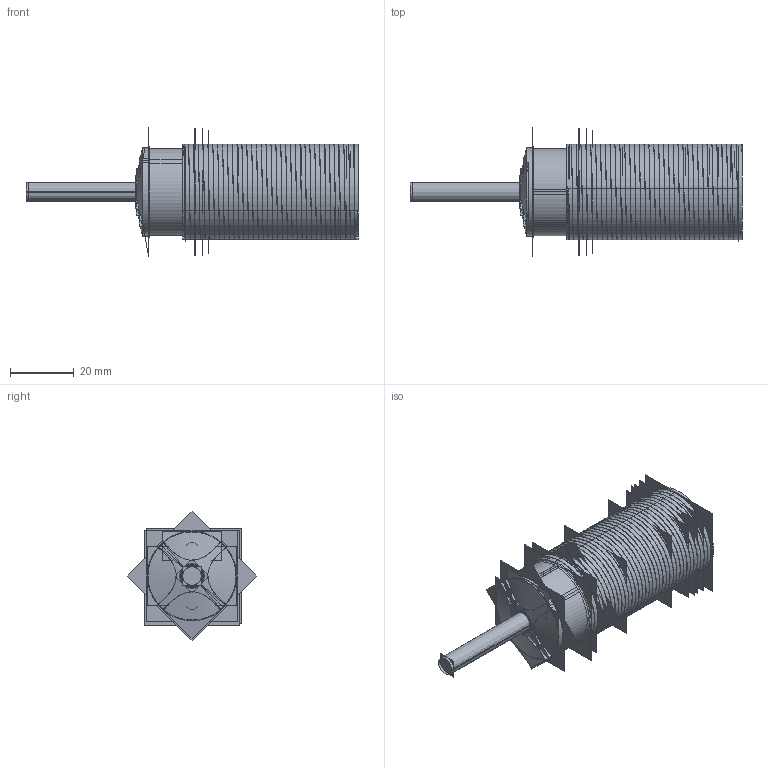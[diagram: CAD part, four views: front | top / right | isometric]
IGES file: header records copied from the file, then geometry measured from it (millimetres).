
Start section:  PTC IGES file: 156670.igs
Global section: file name: 156670.igs; native system: Creo Parametric by Parametric Technology Corporation; preprocessor: 2013230; author: PDMAdmin; organization: Unknown; date: 20160407.134456; units: millimetre
Bounding box: 104.3 x 40.72 x 40.72 mm (x, y, z)
Volume: 12066.5 mm3; surface area: 384146.6 mm2
Topology: 7 solids, 9 shells, 614 faces, 3122 edges, 3977 vertices
Faces by surface type: revolution 374, bspline 240
